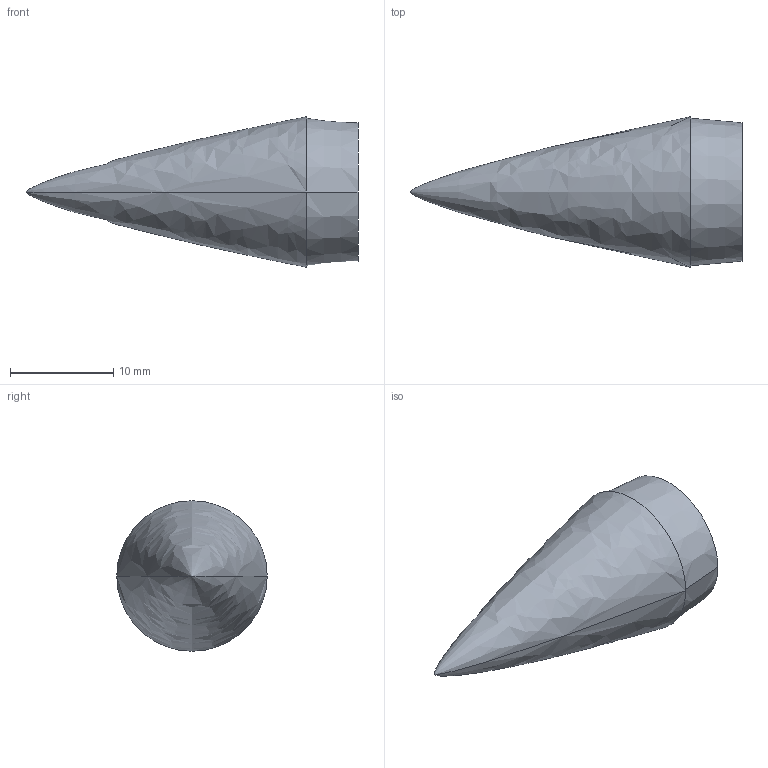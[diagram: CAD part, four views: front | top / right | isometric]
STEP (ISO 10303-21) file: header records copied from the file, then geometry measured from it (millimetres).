
FILE_DESCRIPTION (( 'STEP AP214' ), '1' );
FILE_NAME ('Nose Cone Tip.STEP', '2024-09-12T00:58:21', ( '' ), ( '' ), 'SwSTEP 2.0', 'SolidWorks 2024', '' );
FILE_SCHEMA (( 'AUTOMOTIVE_DESIGN' ));
Length unit declared in the file: millimetre
Products named in the file (1): Nose Cone Tip
Bounding box: 32.2 x 14.59 x 14.59 mm (x, y, z)
Volume: 2586.1 mm3; surface area: 1102.1 mm2
Topology: 1 solids, 1 shells, 6 faces, 12 edges, 7 vertices
Faces by surface type: bspline 2, cone 2, plane 2
Entity records: 335 total; most frequent: CARTESIAN_POINT 200, DIRECTION 24, ORIENTED_EDGE 20, AXIS2_PLACEMENT_3D 11, EDGE_CURVE 10, EDGE_LOOP 7, VERTEX_POINT 7, ADVANCED_FACE 6
